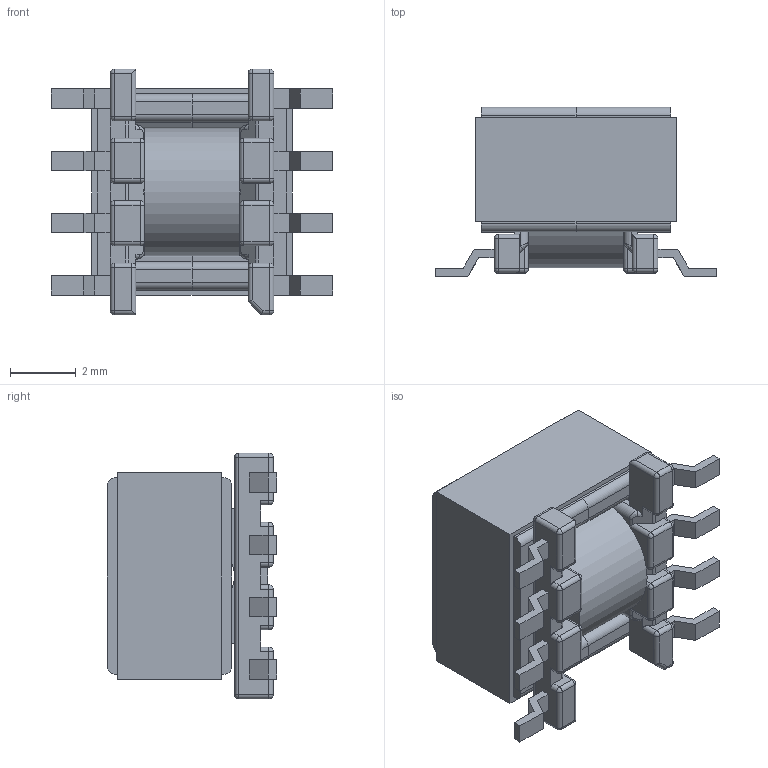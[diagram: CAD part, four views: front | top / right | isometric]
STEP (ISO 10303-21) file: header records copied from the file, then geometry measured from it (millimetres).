
FILE_DESCRIPTION (( 'STEP AP214' ), '1' );
FILE_NAME ('EP5_6136.STEP', '2021-06-29T20:38:00', ( '' ), ( '' ), 'SwSTEP 2.0', 'SolidWorks 2017', '' );
FILE_SCHEMA (( 'AUTOMOTIVE_DESIGN' ));
Length unit declared in the file: millimetre
Products named in the file (5): EP5_6136; 070-6136_6A; 150-1948_6A; 440-9985-1948; 070-6136_coil
Assembly tree (5 placements, depth 2):
  EP5_6136
    070-6136_6A
    150-1948_6A  x2
    070-6136_coil
    440-9985-1948
Bounding box: 8.6 x 5.16 x 7.5 mm (x, y, z)
Volume: 160.7 mm3; surface area: 640.4 mm2
Topology: 5 solids, 5 shells, 318 faces, 811 edges, 478 vertices
Faces by surface type: plane 159, cylinder 118, sphere 33, torus 4, bspline 4
Entity records: 9798 total; most frequent: CARTESIAN_POINT 1676, DIRECTION 1486, ORIENTED_EDGE 1458, EDGE_CURVE 729, VECTOR 502, LINE 502, AXIS2_PLACEMENT_3D 492, VERTEX_POINT 446
